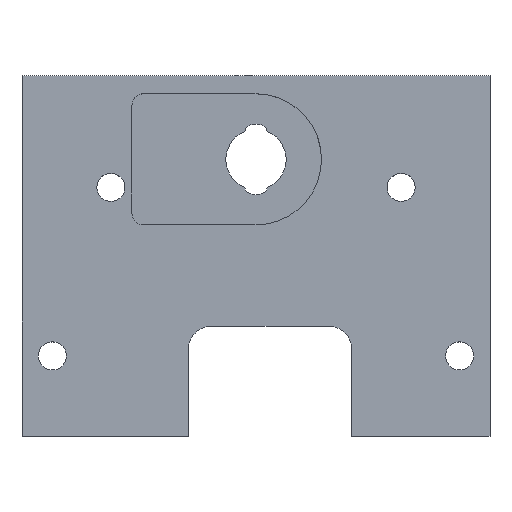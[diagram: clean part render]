
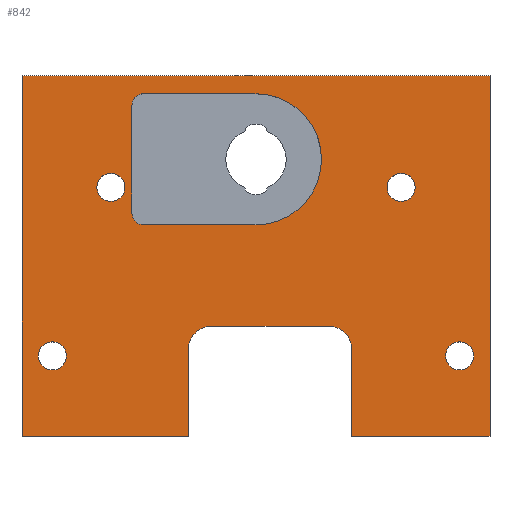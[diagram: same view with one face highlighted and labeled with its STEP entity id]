
A CAD part, top view. The second image highlights one B-rep face of the part: STEP entity #842.
In plain terms, the highlighted planar face has unit normal (0, 0, 1).
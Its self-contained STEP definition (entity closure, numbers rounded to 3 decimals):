
#16=FACE_BOUND('',#114,.T.);
#17=FACE_BOUND('',#115,.T.);
#18=FACE_BOUND('',#116,.T.);
#19=FACE_BOUND('',#117,.T.);
#20=FACE_BOUND('',#118,.T.);
#34=PLANE('',#920);
#69=FACE_OUTER_BOUND('',#113,.T.);
#113=EDGE_LOOP('',(#648,#649,#650,#651,#652,#653,#654,#655,#656,#657));
#114=EDGE_LOOP('',(#658));
#115=EDGE_LOOP('',(#659));
#116=EDGE_LOOP('',(#660));
#117=EDGE_LOOP('',(#661));
#118=EDGE_LOOP('',(#662,#663,#664,#665,#666,#667));
#171=LINE('',#1324,#254);
#175=LINE('',#1333,#258);
#178=LINE('',#1341,#261);
#180=LINE('',#1348,#263);
#181=LINE('',#1350,#264);
#182=LINE('',#1352,#265);
#183=LINE('',#1354,#266);
#184=LINE('',#1356,#267);
#185=LINE('',#1358,#268);
#186=LINE('',#1360,#269);
#187=LINE('',#1364,#270);
#254=VECTOR('',#1042,10.);
#258=VECTOR('',#1052,10.);
#261=VECTOR('',#1061,10.);
#263=VECTOR('',#1069,10.);
#264=VECTOR('',#1070,10.);
#265=VECTOR('',#1071,10.);
#266=VECTOR('',#1072,10.);
#267=VECTOR('',#1073,10.);
#268=VECTOR('',#1074,10.);
#269=VECTOR('',#1075,10.);
#270=VECTOR('',#1078,10.);
#337=CIRCLE('',#913,14.);
#338=CIRCLE('',#916,2.5);
#339=CIRCLE('',#919,2.5);
#340=CIRCLE('',#921,5.);
#341=CIRCLE('',#922,5.);
#342=CIRCLE('',#923,3.);
#343=CIRCLE('',#924,3.);
#344=CIRCLE('',#925,3.);
#345=CIRCLE('',#926,3.);
#384=VERTEX_POINT('',#1322);
#385=VERTEX_POINT('',#1323);
#386=VERTEX_POINT('',#1328);
#387=VERTEX_POINT('',#1332);
#388=VERTEX_POINT('',#1336);
#389=VERTEX_POINT('',#1340);
#390=VERTEX_POINT('',#1346);
#391=VERTEX_POINT('',#1347);
#392=VERTEX_POINT('',#1349);
#393=VERTEX_POINT('',#1351);
#394=VERTEX_POINT('',#1353);
#395=VERTEX_POINT('',#1355);
#396=VERTEX_POINT('',#1357);
#397=VERTEX_POINT('',#1359);
#398=VERTEX_POINT('',#1361);
#399=VERTEX_POINT('',#1363);
#400=VERTEX_POINT('',#1366);
#401=VERTEX_POINT('',#1368);
#402=VERTEX_POINT('',#1370);
#403=VERTEX_POINT('',#1372);
#477=EDGE_CURVE('',#384,#385,#171,.T.);
#480=EDGE_CURVE('',#386,#384,#337,.T.);
#482=EDGE_CURVE('',#387,#386,#175,.T.);
#484=EDGE_CURVE('',#388,#387,#338,.T.);
#486=EDGE_CURVE('',#389,#388,#178,.T.);
#488=EDGE_CURVE('',#385,#389,#339,.T.);
#489=EDGE_CURVE('',#390,#391,#180,.T.);
#490=EDGE_CURVE('',#391,#392,#181,.T.);
#491=EDGE_CURVE('',#392,#393,#182,.T.);
#492=EDGE_CURVE('',#393,#394,#183,.T.);
#493=EDGE_CURVE('',#394,#395,#184,.T.);
#494=EDGE_CURVE('',#395,#396,#185,.T.);
#495=EDGE_CURVE('',#396,#397,#186,.T.);
#496=EDGE_CURVE('',#397,#398,#340,.T.);
#497=EDGE_CURVE('',#398,#399,#187,.T.);
#498=EDGE_CURVE('',#399,#390,#341,.T.);
#499=EDGE_CURVE('',#400,#400,#342,.T.);
#500=EDGE_CURVE('',#401,#401,#343,.T.);
#501=EDGE_CURVE('',#402,#402,#344,.T.);
#502=EDGE_CURVE('',#403,#403,#345,.T.);
#648=ORIENTED_EDGE('',*,*,#489,.T.);
#649=ORIENTED_EDGE('',*,*,#490,.T.);
#650=ORIENTED_EDGE('',*,*,#491,.T.);
#651=ORIENTED_EDGE('',*,*,#492,.T.);
#652=ORIENTED_EDGE('',*,*,#493,.T.);
#653=ORIENTED_EDGE('',*,*,#494,.T.);
#654=ORIENTED_EDGE('',*,*,#495,.T.);
#655=ORIENTED_EDGE('',*,*,#496,.T.);
#656=ORIENTED_EDGE('',*,*,#497,.T.);
#657=ORIENTED_EDGE('',*,*,#498,.T.);
#658=ORIENTED_EDGE('',*,*,#499,.T.);
#659=ORIENTED_EDGE('',*,*,#500,.T.);
#660=ORIENTED_EDGE('',*,*,#501,.T.);
#661=ORIENTED_EDGE('',*,*,#502,.T.);
#662=ORIENTED_EDGE('',*,*,#477,.T.);
#663=ORIENTED_EDGE('',*,*,#488,.T.);
#664=ORIENTED_EDGE('',*,*,#486,.T.);
#665=ORIENTED_EDGE('',*,*,#484,.T.);
#666=ORIENTED_EDGE('',*,*,#482,.T.);
#667=ORIENTED_EDGE('',*,*,#480,.T.);
#842=ADVANCED_FACE('',(#69,#16,#17,#18,#19,#20),#34,.T.);
#913=AXIS2_PLACEMENT_3D('',#1329,#1047,#1048);
#916=AXIS2_PLACEMENT_3D('',#1337,#1056,#1057);
#919=AXIS2_PLACEMENT_3D('',#1344,#1065,#1066);
#920=AXIS2_PLACEMENT_3D('',#1345,#1067,#1068);
#921=AXIS2_PLACEMENT_3D('',#1362,#1076,#1077);
#922=AXIS2_PLACEMENT_3D('',#1365,#1079,#1080);
#923=AXIS2_PLACEMENT_3D('',#1367,#1081,#1082);
#924=AXIS2_PLACEMENT_3D('',#1369,#1083,#1084);
#925=AXIS2_PLACEMENT_3D('',#1371,#1085,#1086);
#926=AXIS2_PLACEMENT_3D('',#1373,#1087,#1088);
#1042=DIRECTION('',(-1.,0.,0.));
#1047=DIRECTION('center_axis',(0.,0.,-1.));
#1048=DIRECTION('ref_axis',(-1.,0.,0.));
#1052=DIRECTION('',(1.,0.,0.));
#1056=DIRECTION('center_axis',(0.,0.,-1.));
#1057=DIRECTION('ref_axis',(0.,1.,0.));
#1061=DIRECTION('',(0.,1.,0.));
#1065=DIRECTION('center_axis',(0.,0.,-1.));
#1066=DIRECTION('ref_axis',(-1.,0.,0.));
#1067=DIRECTION('center_axis',(0.,0.,1.));
#1068=DIRECTION('ref_axis',(-1.,0.,0.));
#1069=DIRECTION('',(0.,-1.,0.));
#1070=DIRECTION('',(1.,0.,0.));
#1071=DIRECTION('',(0.,1.,0.));
#1072=DIRECTION('',(-1.,0.,0.));
#1073=DIRECTION('',(0.,-1.,0.));
#1074=DIRECTION('',(1.,0.,0.));
#1075=DIRECTION('',(0.,1.,0.));
#1076=DIRECTION('center_axis',(0.,0.,-1.));
#1077=DIRECTION('ref_axis',(0.,1.,0.));
#1078=DIRECTION('',(1.,0.,0.));
#1079=DIRECTION('center_axis',(0.,0.,-1.));
#1080=DIRECTION('ref_axis',(1.,0.,0.));
#1081=DIRECTION('center_axis',(0.,0.,-1.));
#1082=DIRECTION('ref_axis',(-1.,0.,0.));
#1083=DIRECTION('center_axis',(0.,0.,-1.));
#1084=DIRECTION('ref_axis',(-1.,0.,0.));
#1085=DIRECTION('center_axis',(0.,0.,-1.));
#1086=DIRECTION('ref_axis',(-1.,0.,0.));
#1087=DIRECTION('center_axis',(0.,0.,-1.));
#1088=DIRECTION('ref_axis',(-1.,0.,0.));
#1322=CARTESIAN_POINT('',(0.,15.,51.));
#1323=CARTESIAN_POINT('',(-24.,15.,51.));
#1324=CARTESIAN_POINT('',(0.,15.,51.));
#1328=CARTESIAN_POINT('',(0.,43.,51.));
#1329=CARTESIAN_POINT('Origin',(0.,29.,51.));
#1332=CARTESIAN_POINT('',(-24.,43.,51.));
#1333=CARTESIAN_POINT('',(-12.,43.,51.));
#1336=CARTESIAN_POINT('',(-26.5,40.5,51.));
#1337=CARTESIAN_POINT('Origin',(-24.,40.5,51.));
#1340=CARTESIAN_POINT('',(-26.5,17.5,51.));
#1341=CARTESIAN_POINT('',(-26.5,12.926,51.));
#1344=CARTESIAN_POINT('Origin',(-24.,17.5,51.));
#1345=CARTESIAN_POINT('Origin',(0.,8.351,51.));
#1346=CARTESIAN_POINT('',(20.5,-11.649,51.));
#1347=CARTESIAN_POINT('',(20.5,-30.149,51.));
#1348=CARTESIAN_POINT('',(20.5,-19.,51.));
#1349=CARTESIAN_POINT('',(50.,-30.149,51.));
#1350=CARTESIAN_POINT('',(50.,-30.149,51.));
#1351=CARTESIAN_POINT('',(50.,46.851,51.));
#1352=CARTESIAN_POINT('',(50.,46.851,51.));
#1353=CARTESIAN_POINT('',(-50.,46.851,51.));
#1354=CARTESIAN_POINT('',(-50.,46.851,51.));
#1355=CARTESIAN_POINT('',(-50.,-30.149,51.));
#1356=CARTESIAN_POINT('',(-50.,-30.149,51.));
#1357=CARTESIAN_POINT('',(-14.5,-30.149,51.));
#1358=CARTESIAN_POINT('',(50.,-30.149,51.));
#1359=CARTESIAN_POINT('',(-14.5,-11.649,51.));
#1360=CARTESIAN_POINT('',(-14.5,-25.602,51.));
#1361=CARTESIAN_POINT('',(-9.5,-6.649,51.));
#1362=CARTESIAN_POINT('Origin',(-9.5,-11.649,51.));
#1363=CARTESIAN_POINT('',(15.5,-6.649,51.));
#1364=CARTESIAN_POINT('',(15.5,-6.649,51.));
#1365=CARTESIAN_POINT('Origin',(15.5,-11.649,51.));
#1366=CARTESIAN_POINT('',(-40.5,-13.,51.));
#1367=CARTESIAN_POINT('Origin',(-43.5,-13.,51.));
#1368=CARTESIAN_POINT('',(46.5,-13.,51.));
#1369=CARTESIAN_POINT('Origin',(43.5,-13.,51.));
#1370=CARTESIAN_POINT('',(-28.,23.,51.));
#1371=CARTESIAN_POINT('Origin',(-31.,23.,51.));
#1372=CARTESIAN_POINT('',(34.,23.,51.));
#1373=CARTESIAN_POINT('Origin',(31.,23.,51.));
